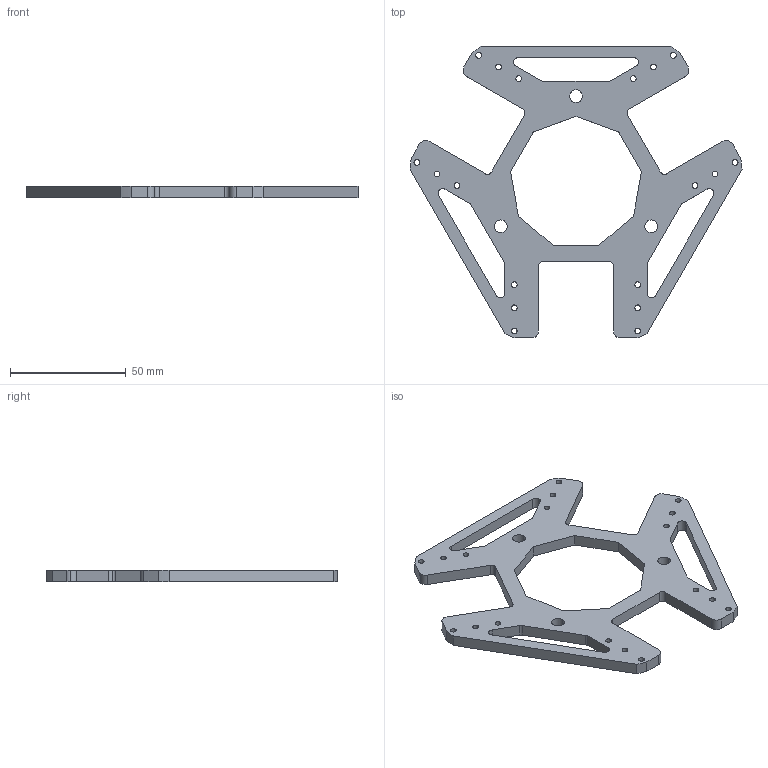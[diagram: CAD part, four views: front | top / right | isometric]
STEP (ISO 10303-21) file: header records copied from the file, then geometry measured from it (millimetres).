
FILE_DESCRIPTION (( 'STEP AP203' ), '1' );
FILE_NAME ('湖艦炵苀楊擘蜊2.0.STEP', '2024-03-14T08:54:23', ( '' ), ( '' ), 'SwSTEP 2.0', 'SolidWorks 2022', '' );
FILE_SCHEMA (( 'CONFIG_CONTROL_DESIGN' ));
Length unit declared in the file: millimetre
Products named in the file (1): 湖艦炵苀楊擘蜊2.0
Bounding box: 143.5 x 126.15 x 5 mm (x, y, z)
Volume: 32317.5 mm3; surface area: 19600.9 mm2
Topology: 1 solids, 1 shells, 118 faces, 348 edges, 232 vertices
Faces by surface type: cylinder 77, plane 41
Entity records: 4183 total; most frequent: DIRECTION 740, CARTESIAN_POINT 699, ORIENTED_EDGE 696, EDGE_CURVE 348, AXIS2_PLACEMENT_3D 273, VERTEX_POINT 232, VECTOR 194, LINE 194
